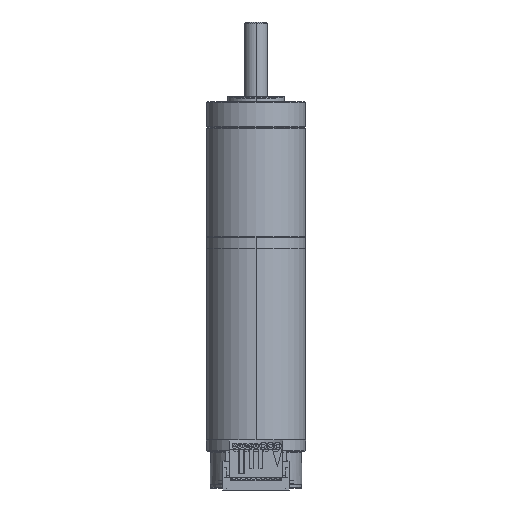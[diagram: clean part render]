
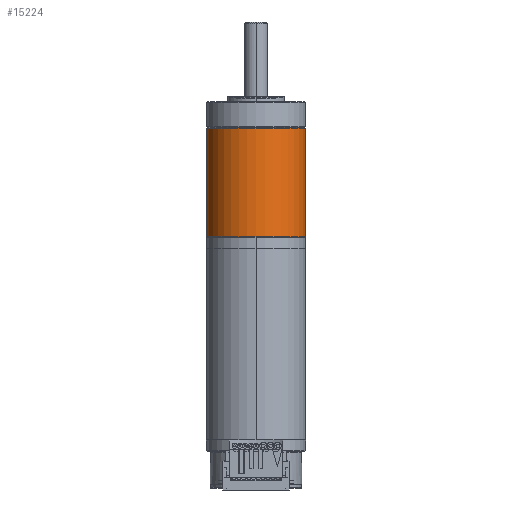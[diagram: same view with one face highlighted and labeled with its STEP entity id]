
A CAD part, front view. The second image highlights one B-rep face of the part: STEP entity #15224.
In plain terms, the highlighted cylindrical face has radius 13 mm (diameter 26 mm), a partial arc.
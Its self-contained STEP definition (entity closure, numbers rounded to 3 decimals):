
#15115=CARTESIAN_POINT('',(0.,0.,9.25));
#15116=DIRECTION('',(0.,0.,-1.));
#15117=DIRECTION('',(1.,0.,0.));
#15118=AXIS2_PLACEMENT_3D('',#15115,#15116,#15117);
#15120=DIRECTION('',(0.,0.,1.));
#15121=VECTOR('',#15120,28.3);
#15122=CARTESIAN_POINT('',(-13.,0.,
9.25));
#15123=LINE('',#15122,#15121);
#15124=CARTESIAN_POINT('',(0.,0.,37.55));
#15125=DIRECTION('',(0.,0.,1.));
#15126=DIRECTION('',(-1.,0.,0.));
#15127=AXIS2_PLACEMENT_3D('',#15124,#15125,#15126);
#15129=DIRECTION('',(0.,0.,-1.));
#15130=VECTOR('',#15129,28.3);
#15131=CARTESIAN_POINT('',(13.,0.,
37.55));
#15132=LINE('',#15131,#15130);
#15155=CARTESIAN_POINT('',(13.,0.,9.25));
#15156=CARTESIAN_POINT('',(-13.,0.,9.25));
#15157=VERTEX_POINT('',#15155);
#15158=VERTEX_POINT('',#15156);
#15163=CARTESIAN_POINT('',(-13.,0.,37.55));
#15164=CARTESIAN_POINT('',(13.,0.,37.55));
#15165=VERTEX_POINT('',#15163);
#15166=VERTEX_POINT('',#15164);
#15212=CARTESIAN_POINT('',(0.,0.,40.35));
#15213=DIRECTION('',(0.,0.,1.));
#15214=DIRECTION('',(1.,0.,0.));
#15215=AXIS2_PLACEMENT_3D('',#15212,#15213,#15214);
#15216=CYLINDRICAL_SURFACE('',#15215,13.);
#15217=ORIENTED_EDGE('',*,*,#15206,.T.);
#15218=ORIENTED_EDGE('',*,*,#15178,.T.);
#15220=ORIENTED_EDGE('',*,*,#15219,.T.);
#15221=ORIENTED_EDGE('',*,*,#15174,.T.);
#15222=EDGE_LOOP('',(#15217,#15218,#15220,#15221));
#15223=FACE_OUTER_BOUND('',#15222,.F.);
#15224=ADVANCED_FACE('',(#15223),#15216,.T.);
#15119=CIRCLE('',#15118,13.);
#15128=CIRCLE('',#15127,13.);
#15174=EDGE_CURVE('',#15166,#15157,#15132,.T.);
#15178=EDGE_CURVE('',#15158,#15165,#15123,.T.);
#15206=EDGE_CURVE('',#15157,#15158,#15119,.T.);
#15219=EDGE_CURVE('',#15165,#15166,#15128,.T.);
